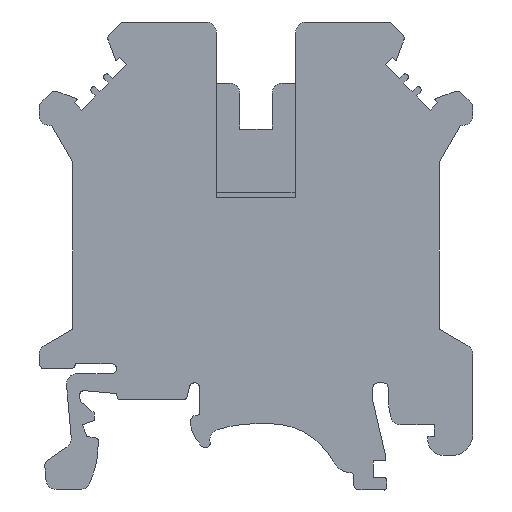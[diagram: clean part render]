
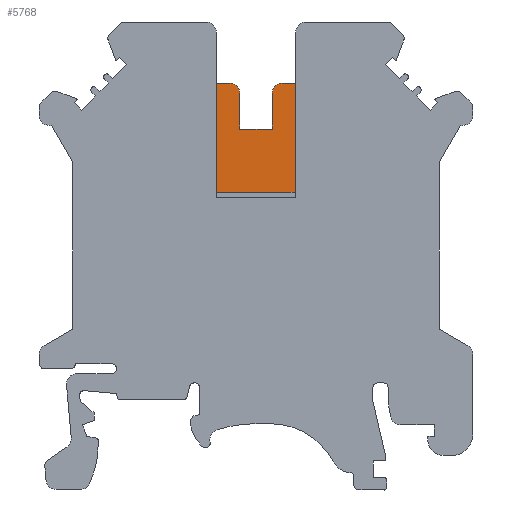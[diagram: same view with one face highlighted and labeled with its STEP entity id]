
A CAD part, front view. The second image highlights one B-rep face of the part: STEP entity #5768.
In plain terms, the highlighted planar face has unit normal (0, -1, 0).
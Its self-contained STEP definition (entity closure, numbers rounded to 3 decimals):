
#191=CIRCLE('',#5969,1.);
#193=CIRCLE('',#5973,1.);
#1283=ORIENTED_EDGE('',*,*,#1746,.F.);
#1284=ORIENTED_EDGE('',*,*,#1743,.T.);
#1285=ORIENTED_EDGE('',*,*,#1740,.T.);
#1286=ORIENTED_EDGE('',*,*,#1800,.T.);
#1287=ORIENTED_EDGE('',*,*,#2013,.F.);
#1288=ORIENTED_EDGE('',*,*,#1513,.T.);
#1289=ORIENTED_EDGE('',*,*,#2010,.F.);
#1290=ORIENTED_EDGE('',*,*,#1796,.T.);
#1291=ORIENTED_EDGE('',*,*,#1733,.T.);
#1292=ORIENTED_EDGE('',*,*,#1737,.T.);
#1513=EDGE_CURVE('',#2123,#2124,#2537,.F.);
#1733=EDGE_CURVE('',#2277,#2276,#191,.T.);
#1737=EDGE_CURVE('',#2276,#2280,#2690,.T.);
#1740=EDGE_CURVE('',#2283,#2282,#193,.T.);
#1743=EDGE_CURVE('',#2285,#2283,#2694,.T.);
#1746=EDGE_CURVE('',#2285,#2280,#2697,.F.);
#1796=EDGE_CURVE('',#2317,#2277,#2739,.T.);
#1800=EDGE_CURVE('',#2282,#2320,#2743,.T.);
#2010=EDGE_CURVE('',#2317,#2124,#2904,.F.);
#2013=EDGE_CURVE('',#2123,#2320,#2907,.F.);
#2123=VERTEX_POINT('',#7459);
#2124=VERTEX_POINT('',#7460);
#2276=VERTEX_POINT('',#7902);
#2277=VERTEX_POINT('',#7904);
#2280=VERTEX_POINT('',#7911);
#2282=VERTEX_POINT('',#7917);
#2283=VERTEX_POINT('',#7919);
#2285=VERTEX_POINT('',#7925);
#2317=VERTEX_POINT('',#8028);
#2320=VERTEX_POINT('',#8035);
#2537=LINE('',#7458,#2981);
#2690=LINE('',#7912,#3134);
#2694=LINE('',#7924,#3138);
#2697=LINE('',#7930,#3141);
#2739=LINE('',#8027,#3183);
#2743=LINE('',#8036,#3187);
#2904=LINE('',#8453,#3348);
#2907=LINE('',#8457,#3351);
#2981=VECTOR('',#6241,1000.);
#3134=VECTOR('',#6680,1000.);
#3138=VECTOR('',#6692,1000.);
#3141=VECTOR('',#6697,1000.);
#3183=VECTOR('',#6789,1000.);
#3187=VECTOR('',#6795,1000.);
#3348=VECTOR('',#7200,1000.);
#3351=VECTOR('',#7205,1000.);
#3591=EDGE_LOOP('',(#1283,#1284,#1285,#1286,#1287,#1288,#1289,#1290,#1291,
#1292));
#3831=FACE_BOUND('',#3591,.T.);
#4000=PLANE('',#6127);
#5768=ADVANCED_FACE('',(#3831),#4000,.T.);
#5969=AXIS2_PLACEMENT_3D('',#7903,#6672,#6673);
#5973=AXIS2_PLACEMENT_3D('',#7918,#6685,#6686);
#6127=AXIS2_PLACEMENT_3D('',#8460,#7209,#7210);
#6241=DIRECTION('',(-1.,0.,0.));
#6672=DIRECTION('',(0.,-1.,0.));
#6673=DIRECTION('',(0.,0.,1.));
#6680=DIRECTION('',(0.,0.,-1.));
#6685=DIRECTION('',(0.,-1.,0.));
#6686=DIRECTION('',(0.,0.,-1.));
#6692=DIRECTION('',(0.,0.,1.));
#6697=DIRECTION('',(-1.,0.,0.));
#6789=DIRECTION('',(-1.,0.,0.));
#6795=DIRECTION('',(-1.,0.,0.));
#7200=DIRECTION('',(0.,0.,1.));
#7205=DIRECTION('',(0.,0.,-1.));
#7209=DIRECTION('',(0.,-1.,0.));
#7210=DIRECTION('',(0.,0.,-1.));
#7458=CARTESIAN_POINT('',(2.6,7.85,4.719));
#7459=CARTESIAN_POINT('',(-3.9,7.85,4.719));
#7460=CARTESIAN_POINT('',(3.9,7.85,4.719));
#7902=CARTESIAN_POINT('',(1.6,7.85,14.9));
#7903=CARTESIAN_POINT('',(2.6,7.85,14.9));
#7904=CARTESIAN_POINT('',(2.6,7.85,15.9));
#7911=CARTESIAN_POINT('',(1.6,7.85,11.4));
#7912=CARTESIAN_POINT('',(1.6,7.85,11.4));
#7917=CARTESIAN_POINT('',(-2.6,7.85,15.9));
#7918=CARTESIAN_POINT('',(-2.6,7.85,14.9));
#7919=CARTESIAN_POINT('',(-1.6,7.85,14.9));
#7924=CARTESIAN_POINT('',(-1.6,7.85,14.9));
#7925=CARTESIAN_POINT('',(-1.6,7.85,11.4));
#7930=CARTESIAN_POINT('',(1.6,7.85,11.4));
#8027=CARTESIAN_POINT('',(2.6,7.85,15.9));
#8028=CARTESIAN_POINT('',(3.9,7.85,15.9));
#8035=CARTESIAN_POINT('',(-3.9,7.85,15.9));
#8036=CARTESIAN_POINT('',(-3.9,7.85,15.9));
#8453=CARTESIAN_POINT('',(3.9,7.85,14.9));
#8457=CARTESIAN_POINT('',(-3.9,7.85,14.9));
#8460=CARTESIAN_POINT('',(2.6,7.85,14.9));
